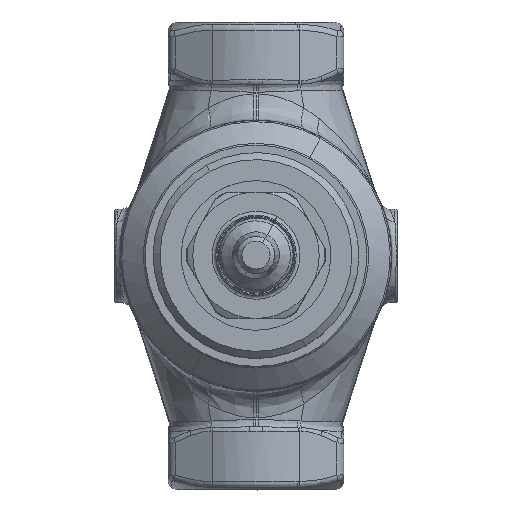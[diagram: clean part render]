
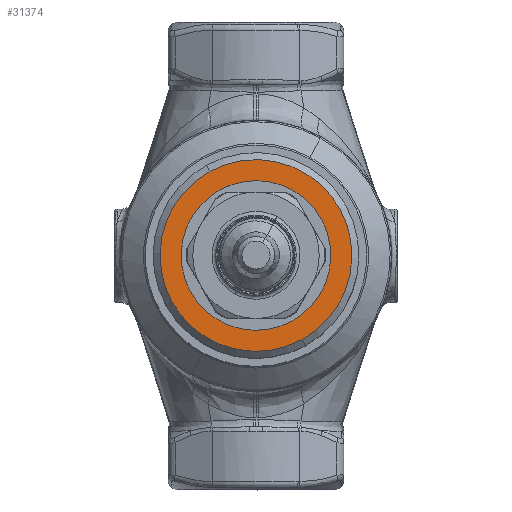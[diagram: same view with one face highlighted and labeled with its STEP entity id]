
A CAD part, top view. The second image highlights one B-rep face of the part: STEP entity #31374.
In plain terms, the highlighted planar face has unit normal (0, 0, 1).
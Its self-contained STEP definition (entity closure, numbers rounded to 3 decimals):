
#31237=CARTESIAN_POINT('Vertex',(-9.828,17.99,64.)) ;
#31244=CARTESIAN_POINT('Vertex',(9.828,-17.99,64.)) ;
#31247=CARTESIAN_POINT('Axis2P3D Location',(0.,0.,64.)) ;
#31264=CARTESIAN_POINT('Axis2P3D Location',(0.,0.,64.)) ;
#31347=CARTESIAN_POINT('Axis2P3D Location',(0.,16.,64.)) ;
#31356=CARTESIAN_POINT('Axis2P3D Location',(0.,0.,64.)) ;
#31360=CARTESIAN_POINT('Vertex',(-7.671,14.041,64.)) ;
#31362=CARTESIAN_POINT('Vertex',(7.671,-14.041,64.)) ;
#31365=CARTESIAN_POINT('Axis2P3D Location',(0.,0.,64.)) ;
#31248=DIRECTION('Axis2P3D Direction',(0.,0.,1.)) ;
#31265=DIRECTION('Axis2P3D Direction',(0.,0.,1.)) ;
#31348=DIRECTION('Axis2P3D Direction',(0.,0.,1.)) ;
#31349=DIRECTION('Axis2P3D XDirection',(1.,0.,0.)) ;
#31357=DIRECTION('Axis2P3D Direction',(0.,0.,1.)) ;
#31366=DIRECTION('Axis2P3D Direction',(0.,0.,1.)) ;
#31249=AXIS2_PLACEMENT_3D('Circle Axis2P3D',#31247,#31248,$) ;
#31266=AXIS2_PLACEMENT_3D('Circle Axis2P3D',#31264,#31265,$) ;
#31350=AXIS2_PLACEMENT_3D('Plane Axis2P3D',#31347,#31348,#31349) ;
#31358=AXIS2_PLACEMENT_3D('Circle Axis2P3D',#31356,#31357,$) ;
#31367=AXIS2_PLACEMENT_3D('Circle Axis2P3D',#31365,#31366,$) ;
#31353=ORIENTED_EDGE('',*,*,#31268,.T.) ;
#31354=ORIENTED_EDGE('',*,*,#31251,.T.) ;
#31371=ORIENTED_EDGE('',*,*,#31364,.F.) ;
#31372=ORIENTED_EDGE('',*,*,#31369,.F.) ;
#31373=FACE_BOUND('',#31370,.T.) ;
#31374=ADVANCED_FACE('Body.2',(#31355,#31373),#31351,.T.) ;
#31250=CIRCLE('generated circle',#31249,20.5) ;
#31267=CIRCLE('generated circle',#31266,20.5) ;
#31359=CIRCLE('generated circle',#31358,16.) ;
#31368=CIRCLE('generated circle',#31367,16.) ;
#31251=EDGE_CURVE('',#31238,#31245,#31250,.T.) ;
#31268=EDGE_CURVE('',#31245,#31238,#31267,.T.) ;
#31364=EDGE_CURVE('',#31361,#31363,#31359,.T.) ;
#31369=EDGE_CURVE('',#31363,#31361,#31368,.T.) ;
#31352=EDGE_LOOP('',(#31353,#31354)) ;
#31370=EDGE_LOOP('',(#31371,#31372)) ;
#31355=FACE_OUTER_BOUND('',#31352,.T.) ;
#31351=PLANE('',#31350) ;
#31238=VERTEX_POINT('',#31237) ;
#31245=VERTEX_POINT('',#31244) ;
#31361=VERTEX_POINT('',#31360) ;
#31363=VERTEX_POINT('',#31362) ;
